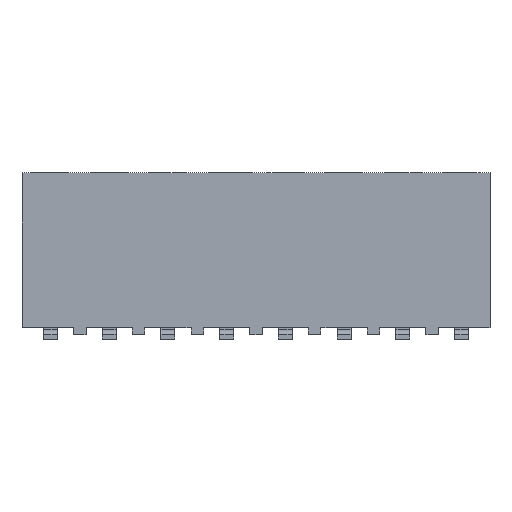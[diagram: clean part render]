
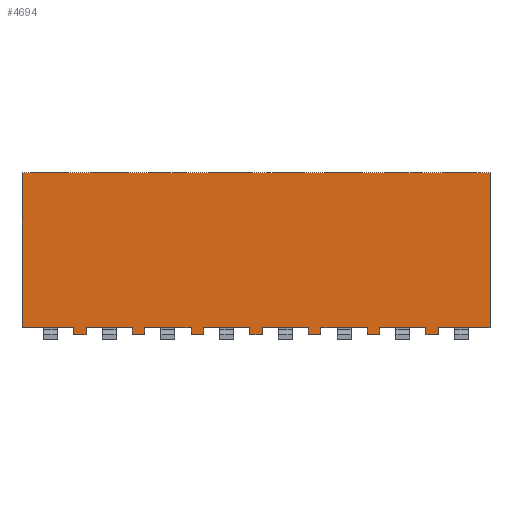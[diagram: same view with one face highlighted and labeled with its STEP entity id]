
A CAD part, top view. The second image highlights one B-rep face of the part: STEP entity #4694.
In plain terms, the highlighted planar face has unit normal (0, 0, 1).
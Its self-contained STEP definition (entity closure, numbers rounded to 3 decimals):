
#13=DIRECTION('',(-1.,0.,0.));
#14=VECTOR('',#13,20.24);
#15=CARTESIAN_POINT('',(10.12,0.,1.27));
#16=LINE('3920',#15,#14);
#149=DIRECTION('',(0.,-1.,0.));
#150=VECTOR('',#149,6.7);
#151=CARTESIAN_POINT('',(-10.12,0.,1.27));
#152=LINE('4097',#151,#150);
#157=DIRECTION('',(1.,0.,0.));
#158=VECTOR('',#157,2.23);
#159=CARTESIAN_POINT('',(-10.12,-6.7,1.27));
#160=LINE('4058',#159,#158);
#169=DIRECTION('',(-1.,0.,0.));
#170=VECTOR('',#169,2.);
#171=CARTESIAN_POINT('',(-5.35,-6.7,1.27));
#172=LINE('3978',#171,#170);
#181=DIRECTION('',(-1.,0.,0.));
#182=VECTOR('',#181,2.);
#183=CARTESIAN_POINT('',(-2.81,-6.7,1.27));
#184=LINE('3982',#183,#182);
#193=DIRECTION('',(-1.,0.,0.));
#194=VECTOR('',#193,2.);
#195=CARTESIAN_POINT('',(-0.27,-6.7,1.27));
#196=LINE('3986',#195,#194);
#205=DIRECTION('',(-1.,0.,0.));
#206=VECTOR('',#205,2.);
#207=CARTESIAN_POINT('',(2.27,-6.7,1.27));
#208=LINE('4004',#207,#206);
#217=DIRECTION('',(-1.,0.,0.));
#218=VECTOR('',#217,2.);
#219=CARTESIAN_POINT('',(4.81,-6.7,1.27));
#220=LINE('4068',#219,#218);
#229=DIRECTION('',(-1.,0.,0.));
#230=VECTOR('',#229,2.);
#231=CARTESIAN_POINT('',(7.35,-6.7,1.27));
#232=LINE('4078',#231,#230);
#241=DIRECTION('',(1.,0.,0.));
#242=VECTOR('',#241,2.23);
#243=CARTESIAN_POINT('',(7.89,-6.7,1.27));
#244=LINE('4085',#243,#242);
#705=DIRECTION('',(0.,1.,0.));
#706=VECTOR('',#705,6.7);
#707=CARTESIAN_POINT('',(10.12,-6.7,1.27));
#708=LINE('4256',#707,#706);
#713=DIRECTION('',(0.,-1.,0.));
#714=VECTOR('',#713,0.3);
#715=CARTESIAN_POINT('',(7.89,-6.7,1.27));
#716=LINE('4079',#715,#714);
#717=DIRECTION('',(-1.,0.,0.));
#718=VECTOR('',#717,0.54);
#719=CARTESIAN_POINT('',(7.89,-7.,1.27));
#720=LINE('4081',#719,#718);
#721=DIRECTION('',(0.,1.,0.));
#722=VECTOR('',#721,0.3);
#723=CARTESIAN_POINT('',(7.35,-7.,1.27));
#724=LINE('4071',#723,#722);
#725=DIRECTION('',(0.,-1.,0.));
#726=VECTOR('',#725,0.3);
#727=CARTESIAN_POINT('',(5.35,-6.7,1.27));
#728=LINE('4070',#727,#726);
#729=DIRECTION('',(-1.,0.,0.));
#730=VECTOR('',#729,0.54);
#731=CARTESIAN_POINT('',(5.35,-7.,1.27));
#732=LINE('4074',#731,#730);
#733=DIRECTION('',(0.,1.,0.));
#734=VECTOR('',#733,0.3);
#735=CARTESIAN_POINT('',(4.81,-7.,1.27));
#736=LINE('4061',#735,#734);
#737=DIRECTION('',(0.,-1.,0.));
#738=VECTOR('',#737,0.3);
#739=CARTESIAN_POINT('',(2.81,-6.7,1.27));
#740=LINE('4060',#739,#738);
#741=DIRECTION('',(-1.,0.,0.));
#742=VECTOR('',#741,0.54);
#743=CARTESIAN_POINT('',(2.81,-7.,1.27));
#744=LINE('4064',#743,#742);
#745=DIRECTION('',(0.,1.,0.));
#746=VECTOR('',#745,0.3);
#747=CARTESIAN_POINT('',(2.27,-7.,1.27));
#748=LINE('4044',#747,#746);
#749=DIRECTION('',(0.,-1.,0.));
#750=VECTOR('',#749,0.3);
#751=CARTESIAN_POINT('',(0.27,-6.7,1.27));
#752=LINE('4043',#751,#750);
#753=DIRECTION('',(-1.,0.,0.));
#754=VECTOR('',#753,0.54);
#755=CARTESIAN_POINT('',(0.27,-7.,1.27));
#756=LINE('3990',#755,#754);
#757=DIRECTION('',(0.,1.,0.));
#758=VECTOR('',#757,0.3);
#759=CARTESIAN_POINT('',(-0.27,-7.,1.27));
#760=LINE('4040',#759,#758);
#761=DIRECTION('',(0.,-1.,0.));
#762=VECTOR('',#761,0.3);
#763=CARTESIAN_POINT('',(-2.27,-6.7,1.27));
#764=LINE('4039',#763,#762);
#765=DIRECTION('',(-1.,0.,0.));
#766=VECTOR('',#765,0.54);
#767=CARTESIAN_POINT('',(-2.27,-7.,1.27));
#768=LINE('3987',#767,#766);
#769=DIRECTION('',(0.,1.,0.));
#770=VECTOR('',#769,0.3);
#771=CARTESIAN_POINT('',(-2.81,-7.,1.27));
#772=LINE('4036',#771,#770);
#773=DIRECTION('',(0.,-1.,0.));
#774=VECTOR('',#773,0.3);
#775=CARTESIAN_POINT('',(-4.81,-6.7,1.27));
#776=LINE('4035',#775,#774);
#777=DIRECTION('',(-1.,0.,0.));
#778=VECTOR('',#777,0.54);
#779=CARTESIAN_POINT('',(-4.81,-7.,1.27));
#780=LINE('3983',#779,#778);
#781=DIRECTION('',(0.,1.,0.));
#782=VECTOR('',#781,0.3);
#783=CARTESIAN_POINT('',(-5.35,-7.,1.27));
#784=LINE('4032',#783,#782);
#785=DIRECTION('',(0.,-1.,0.));
#786=VECTOR('',#785,0.3);
#787=CARTESIAN_POINT('',(-7.35,-6.7,1.27));
#788=LINE('4031',#787,#786);
#789=DIRECTION('',(-1.,0.,0.));
#790=VECTOR('',#789,0.54);
#791=CARTESIAN_POINT('',(-7.35,-7.,1.27));
#792=LINE('3979',#791,#790);
#793=DIRECTION('',(0.,1.,0.));
#794=VECTOR('',#793,0.3);
#795=CARTESIAN_POINT('',(-7.89,-7.,1.27));
#796=LINE('4029',#795,#794);
#3217=CARTESIAN_POINT('',(-10.12,0.,1.27));
#3219=VERTEX_POINT('',#3217);
#3223=CARTESIAN_POINT('',(10.12,0.,1.27));
#3224=VERTEX_POINT('',#3223);
#3309=CARTESIAN_POINT('',(-5.35,-6.7,1.27));
#3310=CARTESIAN_POINT('',(-7.35,-6.7,1.27));
#3311=VERTEX_POINT('',#3309);
#3312=VERTEX_POINT('',#3310);
#3313=CARTESIAN_POINT('',(-7.35,-7.,1.27));
#3314=CARTESIAN_POINT('',(-7.89,-7.,1.27));
#3315=VERTEX_POINT('',#3313);
#3316=VERTEX_POINT('',#3314);
#3325=CARTESIAN_POINT('',(-2.81,-6.7,1.27));
#3326=CARTESIAN_POINT('',(-4.81,-6.7,1.27));
#3327=VERTEX_POINT('',#3325);
#3328=VERTEX_POINT('',#3326);
#3329=CARTESIAN_POINT('',(-4.81,-7.,1.27));
#3330=CARTESIAN_POINT('',(-5.35,-7.,1.27));
#3331=VERTEX_POINT('',#3329);
#3332=VERTEX_POINT('',#3330);
#3341=CARTESIAN_POINT('',(-0.27,-6.7,1.27));
#3342=CARTESIAN_POINT('',(-2.27,-6.7,1.27));
#3343=VERTEX_POINT('',#3341);
#3344=VERTEX_POINT('',#3342);
#3345=CARTESIAN_POINT('',(-2.27,-7.,1.27));
#3346=CARTESIAN_POINT('',(-2.81,-7.,1.27));
#3347=VERTEX_POINT('',#3345);
#3348=VERTEX_POINT('',#3346);
#3357=CARTESIAN_POINT('',(0.27,-7.,1.27));
#3358=CARTESIAN_POINT('',(-0.27,-7.,1.27));
#3359=VERTEX_POINT('',#3357);
#3360=VERTEX_POINT('',#3358);
#3381=CARTESIAN_POINT('',(2.27,-6.7,1.27));
#3382=CARTESIAN_POINT('',(0.27,-6.7,1.27));
#3383=VERTEX_POINT('',#3381);
#3384=VERTEX_POINT('',#3382);
#3417=CARTESIAN_POINT('',(-7.89,-6.7,1.27));
#3418=VERTEX_POINT('',#3417);
#3421=CARTESIAN_POINT('',(2.27,-7.,1.27));
#3422=VERTEX_POINT('',#3421);
#3441=CARTESIAN_POINT('',(-10.12,-6.7,1.27));
#3443=VERTEX_POINT('',#3441);
#3446=CARTESIAN_POINT('',(10.12,-6.7,1.27));
#3448=VERTEX_POINT('',#3446);
#3453=CARTESIAN_POINT('',(2.81,-6.7,1.27));
#3454=CARTESIAN_POINT('',(2.81,-7.,1.27));
#3455=VERTEX_POINT('',#3453);
#3456=VERTEX_POINT('',#3454);
#3457=CARTESIAN_POINT('',(4.81,-7.,1.27));
#3458=CARTESIAN_POINT('',(4.81,-6.7,1.27));
#3459=VERTEX_POINT('',#3457);
#3460=VERTEX_POINT('',#3458);
#3473=CARTESIAN_POINT('',(5.35,-6.7,1.27));
#3474=CARTESIAN_POINT('',(5.35,-7.,1.27));
#3475=VERTEX_POINT('',#3473);
#3476=VERTEX_POINT('',#3474);
#3477=CARTESIAN_POINT('',(7.35,-7.,1.27));
#3478=CARTESIAN_POINT('',(7.35,-6.7,1.27));
#3479=VERTEX_POINT('',#3477);
#3480=VERTEX_POINT('',#3478);
#3489=CARTESIAN_POINT('',(7.89,-6.7,1.27));
#3490=CARTESIAN_POINT('',(7.89,-7.,1.27));
#3491=VERTEX_POINT('',#3489);
#3492=VERTEX_POINT('',#3490);
#4634=CARTESIAN_POINT('',(10.12,0.,1.27));
#4635=DIRECTION('',(0.,0.,1.));
#4636=DIRECTION('',(-1.,0.,0.));
#4637=AXIS2_PLACEMENT_3D('',#4634,#4635,#4636);
#4638=PLANE('3580',#4637);
#4639=ORIENTED_EDGE('4085',*,*,#4336,.F.);
#4641=ORIENTED_EDGE('4079',*,*,#4640,.T.);
#4643=ORIENTED_EDGE('4081',*,*,#4642,.T.);
#4645=ORIENTED_EDGE('4071',*,*,#4644,.T.);
#4646=ORIENTED_EDGE('4078',*,*,#4328,.T.);
#4648=ORIENTED_EDGE('4070',*,*,#4647,.T.);
#4650=ORIENTED_EDGE('4074',*,*,#4649,.T.);
#4652=ORIENTED_EDGE('4061',*,*,#4651,.T.);
#4653=ORIENTED_EDGE('4068',*,*,#4320,.T.);
#4655=ORIENTED_EDGE('4060',*,*,#4654,.T.);
#4657=ORIENTED_EDGE('4064',*,*,#4656,.T.);
#4659=ORIENTED_EDGE('4044',*,*,#4658,.T.);
#4660=ORIENTED_EDGE('4004',*,*,#4312,.T.);
#4662=ORIENTED_EDGE('4043',*,*,#4661,.T.);
#4664=ORIENTED_EDGE('3990',*,*,#4663,.T.);
#4666=ORIENTED_EDGE('4040',*,*,#4665,.T.);
#4667=ORIENTED_EDGE('3986',*,*,#4304,.T.);
#4669=ORIENTED_EDGE('4039',*,*,#4668,.T.);
#4671=ORIENTED_EDGE('3987',*,*,#4670,.T.);
#4673=ORIENTED_EDGE('4036',*,*,#4672,.T.);
#4674=ORIENTED_EDGE('3982',*,*,#4296,.T.);
#4676=ORIENTED_EDGE('4035',*,*,#4675,.T.);
#4678=ORIENTED_EDGE('3983',*,*,#4677,.T.);
#4680=ORIENTED_EDGE('4032',*,*,#4679,.T.);
#4681=ORIENTED_EDGE('3978',*,*,#4288,.T.);
#4683=ORIENTED_EDGE('4031',*,*,#4682,.T.);
#4685=ORIENTED_EDGE('3979',*,*,#4684,.T.);
#4687=ORIENTED_EDGE('4029',*,*,#4686,.T.);
#4688=ORIENTED_EDGE('4058',*,*,#4280,.F.);
#4689=ORIENTED_EDGE('4097',*,*,#4267,.F.);
#4690=ORIENTED_EDGE('3920',*,*,#4172,.F.);
#4691=ORIENTED_EDGE('4256',*,*,#4627,.F.);
#4692=EDGE_LOOP('3580',(#4639,#4641,#4643,#4645,#4646,#4648,#4650,#4652,#4653,
#4655,#4657,#4659,#4660,#4662,#4664,#4666,#4667,#4669,#4671,#4673,#4674,#4676,
#4678,#4680,#4681,#4683,#4685,#4687,#4688,#4689,#4690,#4691));
#4693=FACE_OUTER_BOUND('3580',#4692,.F.);
#4694=ADVANCED_FACE('3580',(#4693),#4638,.T.);
#4172=EDGE_CURVE('3920',#3224,#3219,#16,.T.);
#4267=EDGE_CURVE('4097',#3219,#3443,#152,.T.);
#4280=EDGE_CURVE('4058',#3443,#3418,#160,.T.);
#4288=EDGE_CURVE('3978',#3311,#3312,#172,.T.);
#4296=EDGE_CURVE('3982',#3327,#3328,#184,.T.);
#4304=EDGE_CURVE('3986',#3343,#3344,#196,.T.);
#4312=EDGE_CURVE('4004',#3383,#3384,#208,.T.);
#4320=EDGE_CURVE('4068',#3460,#3455,#220,.T.);
#4328=EDGE_CURVE('4078',#3480,#3475,#232,.T.);
#4336=EDGE_CURVE('4085',#3491,#3448,#244,.T.);
#4627=EDGE_CURVE('4256',#3448,#3224,#708,.T.);
#4640=EDGE_CURVE('4079',#3491,#3492,#716,.T.);
#4642=EDGE_CURVE('4081',#3492,#3479,#720,.T.);
#4644=EDGE_CURVE('4071',#3479,#3480,#724,.T.);
#4647=EDGE_CURVE('4070',#3475,#3476,#728,.T.);
#4649=EDGE_CURVE('4074',#3476,#3459,#732,.T.);
#4651=EDGE_CURVE('4061',#3459,#3460,#736,.T.);
#4654=EDGE_CURVE('4060',#3455,#3456,#740,.T.);
#4656=EDGE_CURVE('4064',#3456,#3422,#744,.T.);
#4658=EDGE_CURVE('4044',#3422,#3383,#748,.T.);
#4661=EDGE_CURVE('4043',#3384,#3359,#752,.T.);
#4663=EDGE_CURVE('3990',#3359,#3360,#756,.T.);
#4665=EDGE_CURVE('4040',#3360,#3343,#760,.T.);
#4668=EDGE_CURVE('4039',#3344,#3347,#764,.T.);
#4670=EDGE_CURVE('3987',#3347,#3348,#768,.T.);
#4672=EDGE_CURVE('4036',#3348,#3327,#772,.T.);
#4675=EDGE_CURVE('4035',#3328,#3331,#776,.T.);
#4677=EDGE_CURVE('3983',#3331,#3332,#780,.T.);
#4679=EDGE_CURVE('4032',#3332,#3311,#784,.T.);
#4682=EDGE_CURVE('4031',#3312,#3315,#788,.T.);
#4684=EDGE_CURVE('3979',#3315,#3316,#792,.T.);
#4686=EDGE_CURVE('4029',#3316,#3418,#796,.T.);
